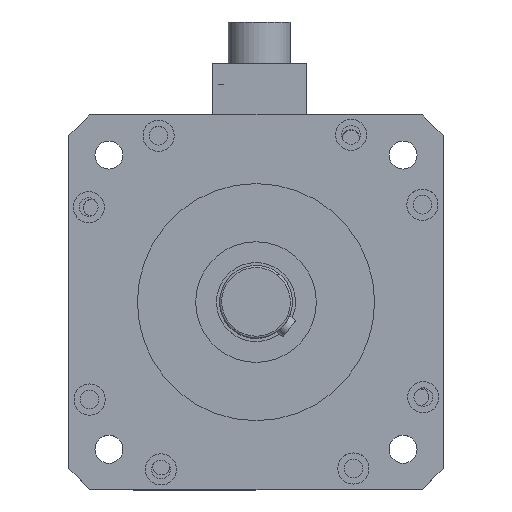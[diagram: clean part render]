
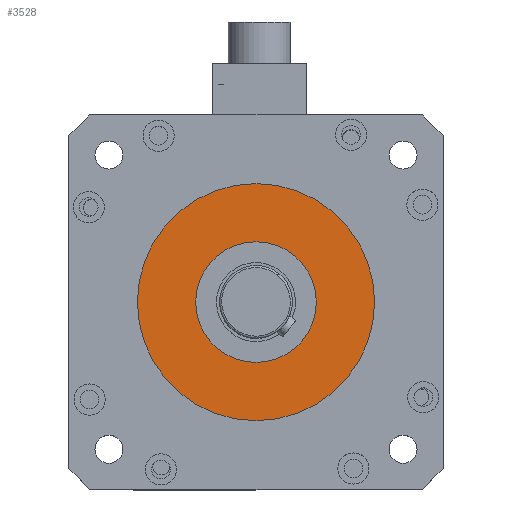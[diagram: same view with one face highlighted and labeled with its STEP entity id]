
A CAD part, top view. The second image highlights one B-rep face of the part: STEP entity #3528.
In plain terms, the highlighted planar face has unit normal (0, 0, 1).
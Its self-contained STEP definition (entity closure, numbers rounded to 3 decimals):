
#195 = DIRECTION ( 'NONE',  ( 0., 0., 1. ) ) ;
#1506 = VERTEX_POINT ( 'NONE', #12647 ) ;
#1767 = EDGE_LOOP ( 'NONE', ( #11070, #11272 ) ) ;
#1929 = EDGE_CURVE ( 'NONE', #4318, #2452, #5864, .T. ) ;
#1951 = EDGE_CURVE ( 'NONE', #2452, #4318, #3128, .T. ) ;
#2069 = CARTESIAN_POINT ( 'NONE',  ( 33., 90., 3.2 ) ) ;
#2452 = VERTEX_POINT ( 'NONE', #2069 ) ;
#3128 = CIRCLE ( 'NONE', #7778, 57. ) ;
#3528 = ADVANCED_FACE ( 'NONE', ( #11692, #9948 ), #10626, .T. ) ;
#3681 = DIRECTION ( 'NONE',  ( 0., 0., 1. ) ) ;
#4318 = VERTEX_POINT ( 'NONE', #10653 ) ;
#4798 = CARTESIAN_POINT ( 'NONE',  ( 90., 90., 3.2 ) ) ;
#4811 = AXIS2_PLACEMENT_3D ( 'NONE', #8770, #3681, #7793 ) ;
#4901 = CIRCLE ( 'NONE', #10782, 29. ) ;
#5227 = DIRECTION ( 'NONE',  ( 1., 0., 0. ) ) ;
#5237 = CARTESIAN_POINT ( 'NONE',  ( 119., 90., 3.2 ) ) ;
#5526 = DIRECTION ( 'NONE',  ( 1., 0., 0. ) ) ;
#5606 = AXIS2_PLACEMENT_3D ( 'NONE', #7528, #9609, #5526 ) ;
#5864 = CIRCLE ( 'NONE', #8211, 57. ) ;
#6163 = CARTESIAN_POINT ( 'NONE',  ( 90., 90., 3.2 ) ) ;
#6557 = EDGE_CURVE ( 'NONE', #1506, #11758, #4901, .T. ) ;
#7254 = ORIENTED_EDGE ( 'NONE', *, *, #1951, .T. ) ;
#7286 = CARTESIAN_POINT ( 'NONE',  ( 90., 90., 3.2 ) ) ;
#7528 = CARTESIAN_POINT ( 'NONE',  ( 90., 90., 3.2 ) ) ;
#7778 = AXIS2_PLACEMENT_3D ( 'NONE', #7286, #195, #8184 ) ;
#7789 = DIRECTION ( 'NONE',  ( 1., 0., 0. ) ) ;
#7793 = DIRECTION ( 'NONE',  ( 1., 0., 0. ) ) ;
#8184 = DIRECTION ( 'NONE',  ( 1., 0., 0. ) ) ;
#8211 = AXIS2_PLACEMENT_3D ( 'NONE', #6163, #12306, #5227 ) ;
#8227 = EDGE_CURVE ( 'NONE', #11758, #1506, #11342, .T. ) ;
#8770 = CARTESIAN_POINT ( 'NONE',  ( 90., 90., 3.2 ) ) ;
#9609 = DIRECTION ( 'NONE',  ( 0., 0., 1. ) ) ;
#9948 = FACE_OUTER_BOUND ( 'NONE', #11298, .T. ) ;
#10347 = ORIENTED_EDGE ( 'NONE', *, *, #1929, .T. ) ;
#10626 = PLANE ( 'NONE',  #5606 ) ;
#10653 = CARTESIAN_POINT ( 'NONE',  ( 147., 90., 3.2 ) ) ;
#10782 = AXIS2_PLACEMENT_3D ( 'NONE', #4798, #10799, #7789 ) ;
#10799 = DIRECTION ( 'NONE',  ( 0., 0., 1. ) ) ;
#11070 = ORIENTED_EDGE ( 'NONE', *, *, #8227, .F. ) ;
#11272 = ORIENTED_EDGE ( 'NONE', *, *, #6557, .F. ) ;
#11298 = EDGE_LOOP ( 'NONE', ( #7254, #10347 ) ) ;
#11342 = CIRCLE ( 'NONE', #4811, 29. ) ;
#11692 = FACE_BOUND ( 'NONE', #1767, .T. ) ;
#11758 = VERTEX_POINT ( 'NONE', #5237 ) ;
#12306 = DIRECTION ( 'NONE',  ( 0., 0., 1. ) ) ;
#12647 = CARTESIAN_POINT ( 'NONE',  ( 61., 90., 3.2 ) ) ;
